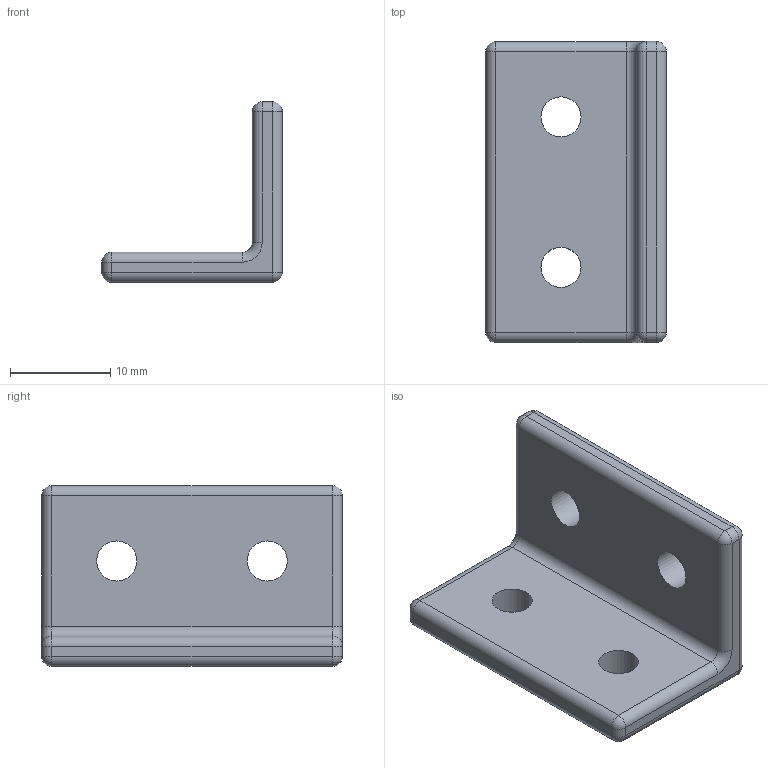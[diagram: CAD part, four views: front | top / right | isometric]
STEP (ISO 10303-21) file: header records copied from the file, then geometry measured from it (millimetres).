
FILE_DESCRIPTION(('STEP AP242'), '1');
FILE_NAME('itemPilarMiddle', '', ('UNSPECIFIED'), ('UNSPECIFIED'), 'C3D Converter', 'C3D Toolkit', '');
FILE_SCHEMA(('AP242_MANAGED_MODEL_BASED_3D_ENGINEERING_MIM_LF { 1 0 10303 442 1 1 4 }'));
Length unit declared in the file: millimetre
Bounding box: 18 x 30 x 18 mm (x, y, z)
Volume: 2764.3 mm3; surface area: 2268.8 mm2
Topology: 1 solids, 1 shells, 42 faces, 96 edges, 46 vertices
Faces by surface type: cylinder 22, sphere 10, plane 8, torus 2
Full cylindrical faces by diameter (mm): 4 x4
Entity records: 1115 total; most frequent: DIRECTION 214, CARTESIAN_POINT 171, ORIENTED_EDGE 164, AXIS2_PLACEMENT_3D 89, EDGE_CURVE 82, EDGE_LOOP 54, FACE_BOUND 46, VERTEX_POINT 46
